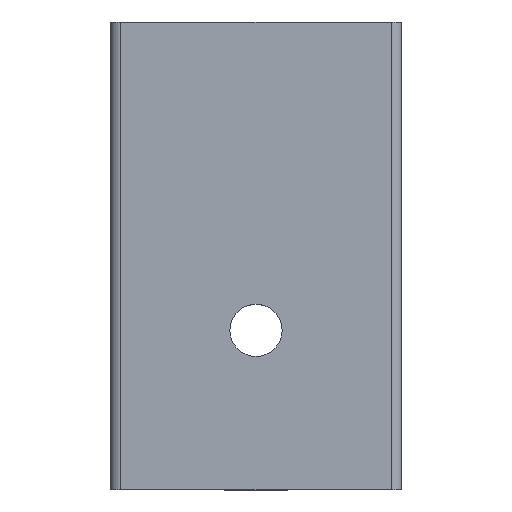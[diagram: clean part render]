
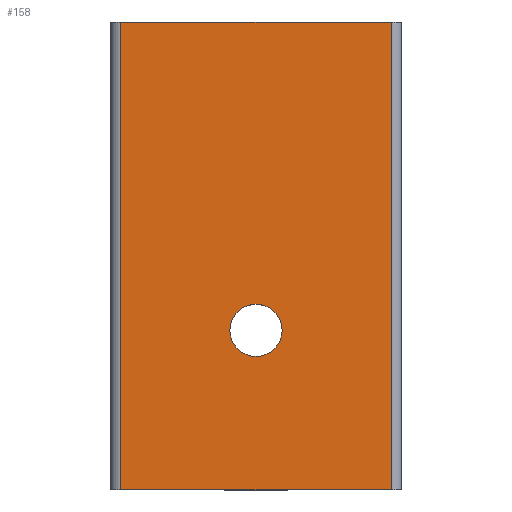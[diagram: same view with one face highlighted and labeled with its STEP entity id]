
A CAD part, top view. The second image highlights one B-rep face of the part: STEP entity #158.
In plain terms, the highlighted planar face has unit normal (0, 0, 1).
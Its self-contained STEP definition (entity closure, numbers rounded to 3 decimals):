
#12 = EDGE_CURVE ( 'NONE', #28, #35, #60, .T. ) ;
#16 = DIRECTION ( 'NONE',  ( -1., 0., 0. ) ) ;
#22 = AXIS2_PLACEMENT_3D ( 'NONE', #69, #523, #469 ) ;
#28 = VERTEX_POINT ( 'NONE', #103 ) ;
#30 = EDGE_CURVE ( 'NONE', #431, #146, #528, .T. ) ;
#35 = VERTEX_POINT ( 'NONE', #554 ) ;
#47 = EDGE_LOOP ( 'NONE', ( #161, #170 ) ) ;
#55 = CARTESIAN_POINT ( 'NONE',  ( -6.35, -11., 0. ) ) ;
#60 = CIRCLE ( 'NONE', #129, 1.23 ) ;
#64 = EDGE_CURVE ( 'NONE', #214, #431, #272, .T. ) ;
#69 = CARTESIAN_POINT ( 'NONE',  ( 6.35, -11., 0. ) ) ;
#78 = VECTOR ( 'NONE', #627, 1000. ) ;
#97 = AXIS2_PLACEMENT_3D ( 'NONE', #128, #616, #321 ) ;
#103 = CARTESIAN_POINT ( 'NONE',  ( 0., -4.729, 0. ) ) ;
#125 = VECTOR ( 'NONE', #406, 1000. ) ;
#128 = CARTESIAN_POINT ( 'NONE',  ( 0., -3.5, 0. ) ) ;
#129 = AXIS2_PLACEMENT_3D ( 'NONE', #245, #302, #600 ) ;
#146 = VERTEX_POINT ( 'NONE', #615 ) ;
#153 = LINE ( 'NONE', #286, #78 ) ;
#158 = ADVANCED_FACE ( 'NONE', ( #534, #443 ), #407, .F. ) ;
#160 = ORIENTED_EDGE ( 'NONE', *, *, #438, .F. ) ;
#161 = ORIENTED_EDGE ( 'NONE', *, *, #12, .F. ) ;
#170 = ORIENTED_EDGE ( 'NONE', *, *, #226, .F. ) ;
#187 = DIRECTION ( 'NONE',  ( 1., 0., 0. ) ) ;
#188 = CARTESIAN_POINT ( 'NONE',  ( 6.35, 11., 0. ) ) ;
#191 = ORIENTED_EDGE ( 'NONE', *, *, #64, .F. ) ;
#214 = VERTEX_POINT ( 'NONE', #324 ) ;
#226 = EDGE_CURVE ( 'NONE', #35, #28, #454, .T. ) ;
#245 = CARTESIAN_POINT ( 'NONE',  ( 0., -3.5, 0. ) ) ;
#251 = CARTESIAN_POINT ( 'NONE',  ( 6.35, -11., 0. ) ) ;
#272 = LINE ( 'NONE', #251, #628 ) ;
#286 = CARTESIAN_POINT ( 'NONE',  ( 6.35, -11., 0. ) ) ;
#301 = VECTOR ( 'NONE', #187, 1000. ) ;
#302 = DIRECTION ( 'NONE',  ( 0., 0., 1. ) ) ;
#321 = DIRECTION ( 'NONE',  ( 0., -1., 0. ) ) ;
#324 = CARTESIAN_POINT ( 'NONE',  ( 6.35, -11., 0. ) ) ;
#354 = LINE ( 'NONE', #188, #301 ) ;
#382 = CARTESIAN_POINT ( 'NONE',  ( -6.35, -11., 0. ) ) ;
#402 = EDGE_CURVE ( 'NONE', #146, #536, #354, .T. ) ;
#406 = DIRECTION ( 'NONE',  ( 0., 1., 0. ) ) ;
#407 = PLANE ( 'NONE',  #22 ) ;
#431 = VERTEX_POINT ( 'NONE', #382 ) ;
#438 = EDGE_CURVE ( 'NONE', #536, #214, #153, .T. ) ;
#443 = FACE_OUTER_BOUND ( 'NONE', #577, .T. ) ;
#454 = CIRCLE ( 'NONE', #97, 1.23 ) ;
#466 = ORIENTED_EDGE ( 'NONE', *, *, #30, .F. ) ;
#469 = DIRECTION ( 'NONE',  ( 0., 1., 0. ) ) ;
#523 = DIRECTION ( 'NONE',  ( 0., 0., -1. ) ) ;
#528 = LINE ( 'NONE', #55, #125 ) ;
#534 = FACE_BOUND ( 'NONE', #47, .T. ) ;
#536 = VERTEX_POINT ( 'NONE', #598 ) ;
#554 = CARTESIAN_POINT ( 'NONE',  ( 0., -2.27, 0. ) ) ;
#577 = EDGE_LOOP ( 'NONE', ( #191, #160, #594, #466 ) ) ;
#594 = ORIENTED_EDGE ( 'NONE', *, *, #402, .F. ) ;
#598 = CARTESIAN_POINT ( 'NONE',  ( 6.35, 11., 0. ) ) ;
#600 = DIRECTION ( 'NONE',  ( 0., -1., 0. ) ) ;
#615 = CARTESIAN_POINT ( 'NONE',  ( -6.35, 11., 0. ) ) ;
#616 = DIRECTION ( 'NONE',  ( 0., 0., 1. ) ) ;
#627 = DIRECTION ( 'NONE',  ( 0., -1., 0. ) ) ;
#628 = VECTOR ( 'NONE', #16, 1000. ) ;
